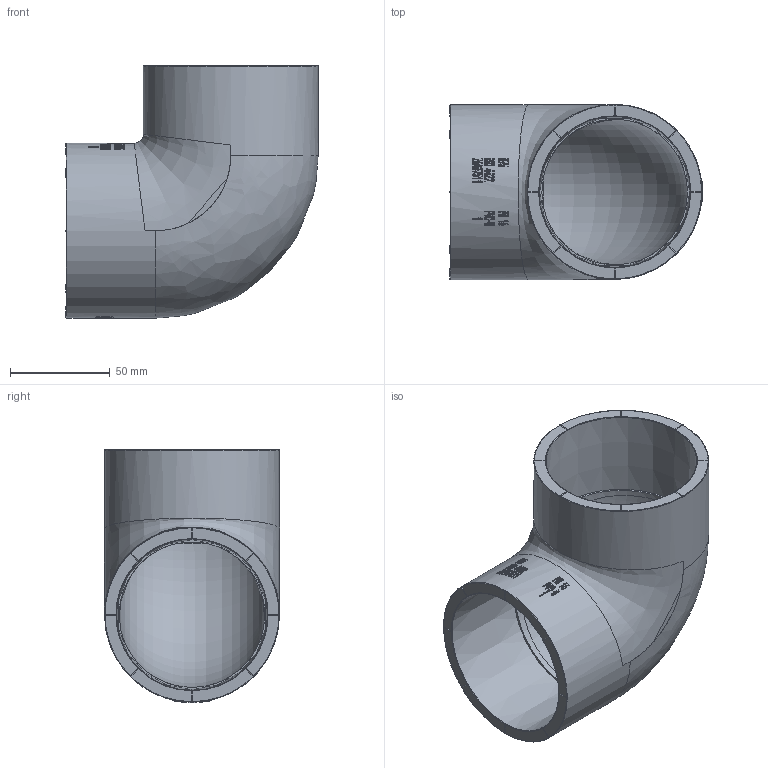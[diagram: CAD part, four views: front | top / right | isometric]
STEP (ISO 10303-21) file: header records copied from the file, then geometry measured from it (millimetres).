
FILE_DESCRIPTION(/* description */ (''),/* implementation_level */ '2;1');
FILE_NAME(/* name */ '75弯头90°.stp',/* time_stamp */ '2025-09-06T15:44:38+08:00',/* author */ (''),/* organization */ (''),/* preprocessor_version */ 'ST-DEVELOPER v16.7',/* originating_system */ 'SIEMENS PLM Software NX 12.0',/* authorisation */ '');
FILE_SCHEMA (('AUTOMOTIVE_DESIGN { 1 0 10303 214 3 1 1 1 }'));
Length unit declared in the file: millimetre
Products named in the file (1): Admi3FE060005ctv
Bounding box: 126.47 x 87.72 x 126.96 mm (x, y, z)
Volume: 256964.4 mm3; surface area: 79336.4 mm2
Topology: 1 solids, 1 shells, 378 faces, 986 edges, 658 vertices
Faces by surface type: plane 193, bspline 110, cylinder 65, cone 5, torus 5
Full cylindrical faces by diameter (mm): 76.218 x2, 87.717 x2
Entity records: 18750 total; most frequent: CARTESIAN_POINT 11224, ORIENTED_EDGE 1908, EDGE_CURVE 954, DIRECTION 860, B_SPLINE_CURVE_WITH_KNOTS 709, VERTEX_POINT 647, EDGE_LOOP 449, ADVANCED_FACE 378
